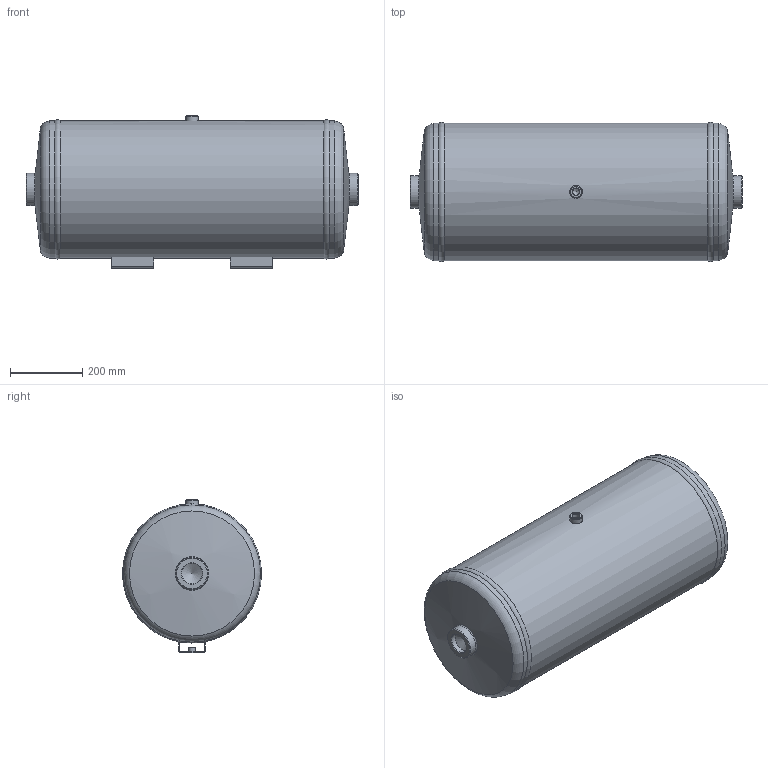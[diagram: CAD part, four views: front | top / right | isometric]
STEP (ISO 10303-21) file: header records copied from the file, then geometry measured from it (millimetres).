
FILE_DESCRIPTION(/* description */ (''),/* implementation_level */ '2;1');
FILE_NAME(/* name */ '3D_calval100l.stp',/* time_stamp */ '2017-03-01T10:40:32+01:00',/* author */ ('josepm'),/* organization */ (''),/* preprocessor_version */ 'ST-DEVELOPER v15.2',/* originating_system */ 'Autodesk Inventor 2014',/* authorisation */ '');
FILE_SCHEMA (('AUTOMOTIVE_DESIGN { 1 0 10303 214 3 1 1 }'));
Length unit declared in the file: millimetre
Products named in the file (1): 3D_calval100l
Bounding box: 920 x 385.81 x 424 mm (x, y, z)
Volume: 96738441.1 mm3; surface area: 1295078.3 mm2
Topology: 1 solids, 1 shells, 69 faces, 160 edges, 100 vertices
Faces by surface type: cylinder 25, plane 23, cone 13, torus 6, sphere 2
Full cylindrical faces by diameter (mm): 12 x4, 18.631 x1, 20 x4, 35 x1, 56.656 x2, 89 x2, 380 x3
Entity records: 1857 total; most frequent: CARTESIAN_POINT 351, DIRECTION 330, ORIENTED_EDGE 240, AXIS2_PLACEMENT_3D 141, EDGE_LOOP 124, EDGE_CURVE 120, VERTEX_POINT 96, CIRCLE 71
